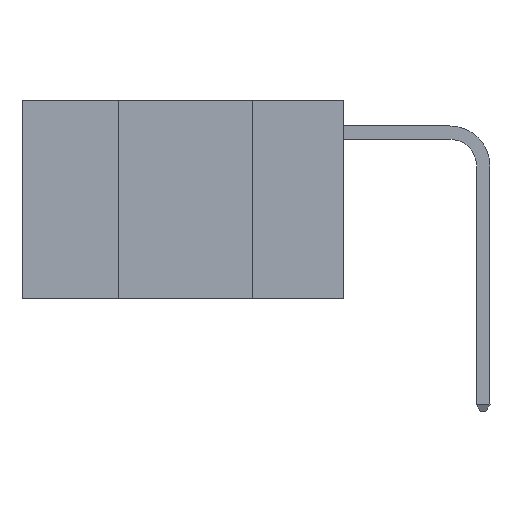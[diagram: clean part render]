
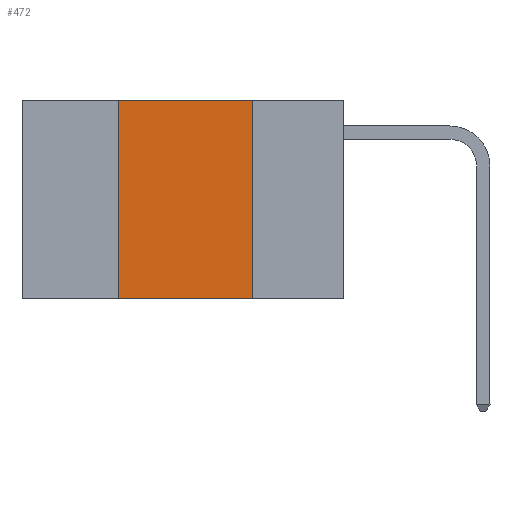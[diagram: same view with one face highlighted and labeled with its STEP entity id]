
A CAD part, left-side view. The second image highlights one B-rep face of the part: STEP entity #472.
In plain terms, the highlighted planar face has unit normal (-1, 0, 0).
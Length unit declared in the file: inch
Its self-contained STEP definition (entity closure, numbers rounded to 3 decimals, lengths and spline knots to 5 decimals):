
#137 = LINE ( 'NONE', #8192, #3083 ) ;
#144 = LINE ( 'NONE', #3649, #6748 ) ;
#226 = CARTESIAN_POINT ( 'NONE',  ( 0., 0.42, 0. ) ) ;
#247 = VECTOR ( 'NONE', #6270, 39.37008 ) ;
#373 = EDGE_CURVE ( 'NONE', #8244, #7804, #8378, .T. ) ;
#472 = ADVANCED_FACE ( 'NONE', ( #4647 ), #2686, .F. ) ;
#917 = VECTOR ( 'NONE', #4909, 39.37008 ) ;
#1404 = VERTEX_POINT ( 'NONE', #4692 ) ;
#1528 = EDGE_CURVE ( 'NONE', #8244, #6565, #144, .T. ) ;
#1587 = ORIENTED_EDGE ( 'NONE', *, *, #5580, .F. ) ;
#2686 = PLANE ( 'NONE',  #5985 ) ;
#2811 = DIRECTION ( 'NONE',  ( 0., -1., 0. ) ) ;
#2815 = ORIENTED_EDGE ( 'NONE', *, *, #1528, .T. ) ;
#2848 = CARTESIAN_POINT ( 'NONE',  ( 0., 0.42, 0. ) ) ;
#2850 = DIRECTION ( 'NONE',  ( 0., 0., -1. ) ) ;
#3083 = VECTOR ( 'NONE', #2850, 39.37008 ) ;
#3430 = ORIENTED_EDGE ( 'NONE', *, *, #373, .F. ) ;
#3649 = CARTESIAN_POINT ( 'NONE',  ( 0., 0.6, -0.37 ) ) ;
#3743 = CARTESIAN_POINT ( 'NONE',  ( 0., 0.17, -0.37 ) ) ;
#3960 = CARTESIAN_POINT ( 'NONE',  ( 0., 0.6, 0. ) ) ;
#4378 = EDGE_LOOP ( 'NONE', ( #6555, #1587, #3430, #2815 ) ) ;
#4647 = FACE_OUTER_BOUND ( 'NONE', #4378, .T. ) ;
#4692 = CARTESIAN_POINT ( 'NONE',  ( 0., 0.17, 0. ) ) ;
#4909 = DIRECTION ( 'NONE',  ( 0., 0., 1. ) ) ;
#5580 = EDGE_CURVE ( 'NONE', #7804, #1404, #7006, .T. ) ;
#5822 = CARTESIAN_POINT ( 'NONE',  ( 0., 0.42, -0.37 ) ) ;
#5985 = AXIS2_PLACEMENT_3D ( 'NONE', #3960, #6193, #6686 ) ;
#6193 = DIRECTION ( 'NONE',  ( 1., 0., 0. ) ) ;
#6270 = DIRECTION ( 'NONE',  ( 0., -1., 0. ) ) ;
#6555 = ORIENTED_EDGE ( 'NONE', *, *, #7161, .F. ) ;
#6565 = VERTEX_POINT ( 'NONE', #3743 ) ;
#6686 = DIRECTION ( 'NONE',  ( 0., 0., -1. ) ) ;
#6748 = VECTOR ( 'NONE', #2811, 39.37008 ) ;
#7006 = LINE ( 'NONE', #7751, #247 ) ;
#7161 = EDGE_CURVE ( 'NONE', #1404, #6565, #137, .T. ) ;
#7751 = CARTESIAN_POINT ( 'NONE',  ( 0., 0.6, 0. ) ) ;
#7804 = VERTEX_POINT ( 'NONE', #2848 ) ;
#8192 = CARTESIAN_POINT ( 'NONE',  ( 0., 0.17, 0. ) ) ;
#8244 = VERTEX_POINT ( 'NONE', #5822 ) ;
#8378 = LINE ( 'NONE', #226, #917 ) ;
